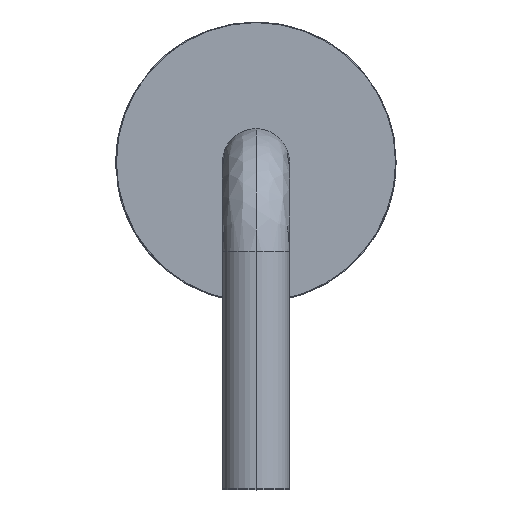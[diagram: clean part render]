
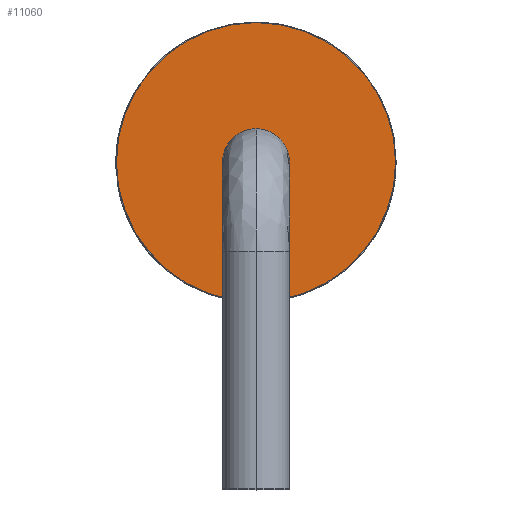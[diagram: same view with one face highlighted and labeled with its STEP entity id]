
A CAD part, top view. The second image highlights one B-rep face of the part: STEP entity #11060.
In plain terms, the highlighted planar face has unit normal (0, 0, 1).
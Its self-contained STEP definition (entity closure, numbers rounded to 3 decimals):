
#1127 = CARTESIAN_POINT ( 'NONE',  ( 0., 0.6, 9.5 ) ) ;
#1299 = CARTESIAN_POINT ( 'NONE',  ( 0., 0., 9.5 ) ) ;
#1480 = EDGE_CURVE ( 'NONE', #17989, #20197, #5100, .T. ) ;
#1866 = CARTESIAN_POINT ( 'NONE',  ( -0.6, -0.157, 9.5 ) ) ;
#2317 = ORIENTED_EDGE ( 'NONE', *, *, #1480, .F. ) ;
#4081 = ORIENTED_EDGE ( 'NONE', *, *, #18172, .F. ) ;
#4529 = CARTESIAN_POINT ( 'NONE',  ( -2.5, 0., 9.5 ) ) ;
#4766 = AXIS2_PLACEMENT_3D ( 'NONE', #1299, #6492, #7987 ) ;
#4937 = CARTESIAN_POINT ( 'NONE',  ( -0.535, -0.314, 9.5 ) ) ;
#5100 = CIRCLE ( 'NONE', #4766, 2.5 ) ;
#5568 = EDGE_LOOP ( 'NONE', ( #4081, #12123 ) ) ;
#5646 = AXIS2_PLACEMENT_3D ( 'NONE', #7507, #18614, #5902 ) ;
#5902 = DIRECTION ( 'NONE',  ( -1., 0., 0. ) ) ;
#6090 = CARTESIAN_POINT ( 'NONE',  ( 2.5, 0., 9.5 ) ) ;
#6092 = CARTESIAN_POINT ( 'NONE',  ( 0., 0.6, 9.5 ) ) ;
#6492 = DIRECTION ( 'NONE',  ( 0., 0., -1. ) ) ;
#6535 = EDGE_CURVE ( 'NONE', #14252, #17245, #8813, .T. ) ;
#6671 = AXIS2_PLACEMENT_3D ( 'NONE', #15016, #8681, #12058 ) ;
#7496 = CARTESIAN_POINT ( 'NONE',  ( 0.314, -0.535, 9.5 ) ) ;
#7507 = CARTESIAN_POINT ( 'NONE',  ( 0., 0., 9.5 ) ) ;
#7987 = DIRECTION ( 'NONE',  ( 1., 0., 0. ) ) ;
#8350 = CARTESIAN_POINT ( 'NONE',  ( 0., -0.6, 9.5 ) ) ;
#8681 = DIRECTION ( 'NONE',  ( 0., 0., -1. ) ) ;
#8813 = B_SPLINE_CURVE_WITH_KNOTS ( 'NONE', 3,
 ( #12364, #15648, #7496, #18930, #15857, #19141, #11090, #20847, #9190, #1127 ),
 .UNSPECIFIED., .F., .F.,
 ( 4, 2, 2, 2, 4 ),
 ( 0.003, 0.003, 0.004, 0.004, 0.005 ),
 .UNSPECIFIED. ) ;
#9190 = CARTESIAN_POINT ( 'NONE',  ( 0.156, 0.6, 9.5 ) ) ;
#10138 = CARTESIAN_POINT ( 'NONE',  ( -0.536, 0.312, 9.5 ) ) ;
#10290 = EDGE_CURVE ( 'NONE', #20197, #17989, #10385, .T. ) ;
#10385 = CIRCLE ( 'NONE', #6671, 2.5 ) ;
#11060 = ADVANCED_FACE ( 'NONE', ( #14690, #11423 ), #16406, .F. ) ;
#11090 = CARTESIAN_POINT ( 'NONE',  ( 0.535, 0.314, 9.5 ) ) ;
#11265 = ORIENTED_EDGE ( 'NONE', *, *, #10290, .F. ) ;
#11423 = FACE_OUTER_BOUND ( 'NONE', #17296, .T. ) ;
#11720 = CARTESIAN_POINT ( 'NONE',  ( -0.157, 0.6, 9.5 ) ) ;
#12058 = DIRECTION ( 'NONE',  ( 1., 0., 0. ) ) ;
#12123 = ORIENTED_EDGE ( 'NONE', *, *, #6535, .F. ) ;
#12364 = CARTESIAN_POINT ( 'NONE',  ( 0., -0.6, 9.5 ) ) ;
#12905 = CARTESIAN_POINT ( 'NONE',  ( -0.312, 0.536, 9.5 ) ) ;
#13009 = B_SPLINE_CURVE_WITH_KNOTS ( 'NONE', 3,
 ( #17876, #11720, #12905, #10138, #16292, #1866, #4937, #19473, #19370, #8350 ),
 .UNSPECIFIED., .F., .F.,
 ( 4, 2, 2, 2, 4 ),
 ( 0.001, 0.001, 0.002, 0.002, 0.003 ),
 .UNSPECIFIED. ) ;
#14252 = VERTEX_POINT ( 'NONE', #20921 ) ;
#14690 = FACE_BOUND ( 'NONE', #5568, .T. ) ;
#15016 = CARTESIAN_POINT ( 'NONE',  ( 0., 0., 9.5 ) ) ;
#15648 = CARTESIAN_POINT ( 'NONE',  ( 0.158, -0.6, 9.5 ) ) ;
#15857 = CARTESIAN_POINT ( 'NONE',  ( 0.6, -0.158, 9.5 ) ) ;
#16292 = CARTESIAN_POINT ( 'NONE',  ( -0.6, 0.156, 9.5 ) ) ;
#16406 = PLANE ( 'NONE',  #5646 ) ;
#17245 = VERTEX_POINT ( 'NONE', #6092 ) ;
#17296 = EDGE_LOOP ( 'NONE', ( #11265, #2317 ) ) ;
#17876 = CARTESIAN_POINT ( 'NONE',  ( 0., 0.6, 9.5 ) ) ;
#17989 = VERTEX_POINT ( 'NONE', #4529 ) ;
#18172 = EDGE_CURVE ( 'NONE', #17245, #14252, #13009, .T. ) ;
#18614 = DIRECTION ( 'NONE',  ( 0., 0., -1. ) ) ;
#18930 = CARTESIAN_POINT ( 'NONE',  ( 0.535, -0.313, 9.5 ) ) ;
#19141 = CARTESIAN_POINT ( 'NONE',  ( 0.6, 0.159, 9.5 ) ) ;
#19370 = CARTESIAN_POINT ( 'NONE',  ( -0.158, -0.6, 9.5 ) ) ;
#19473 = CARTESIAN_POINT ( 'NONE',  ( -0.314, -0.535, 9.5 ) ) ;
#20197 = VERTEX_POINT ( 'NONE', #6090 ) ;
#20847 = CARTESIAN_POINT ( 'NONE',  ( 0.313, 0.535, 9.5 ) ) ;
#20921 = CARTESIAN_POINT ( 'NONE',  ( 0., -0.6, 9.5 ) ) ;
